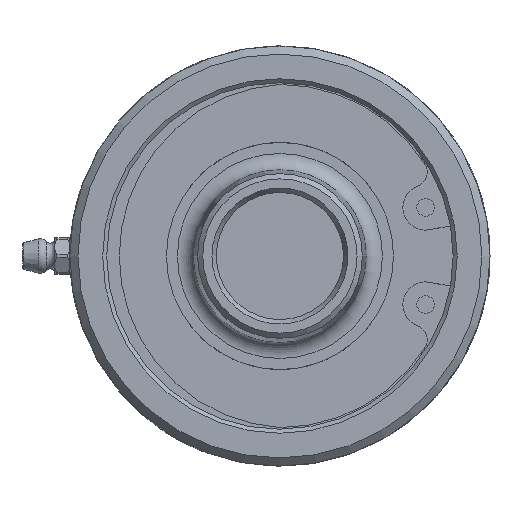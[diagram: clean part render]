
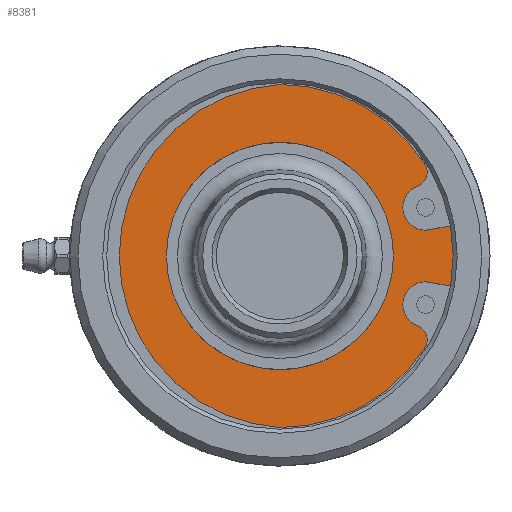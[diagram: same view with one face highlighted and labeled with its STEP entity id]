
A CAD part, left-side view. The second image highlights one B-rep face of the part: STEP entity #8381.
In plain terms, the highlighted planar face has unit normal (-1, 0, 0).
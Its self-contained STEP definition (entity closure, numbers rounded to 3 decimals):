
#353=PLANE('',#9068);
#490=FACE_BOUND('',#1544,.T.);
#639=CIRCLE('',#8926,22.325);
#640=CIRCLE('',#8927,22.325);
#702=CIRCLE('',#9034,4.474);
#708=CIRCLE('',#9045,33.733);
#710=CIRCLE('',#9048,2.949);
#712=CIRCLE('',#9051,4.474);
#714=CIRCLE('',#9054,2.949);
#716=CIRCLE('',#9057,33.733);
#718=CIRCLE('',#9060,33.806);
#720=CIRCLE('',#9064,36.9);
#1038=FACE_OUTER_BOUND('',#1543,.T.);
#1543=EDGE_LOOP('',(#6040,#6041,#6042,#6043,#6044,#6045,#6046,#6047,#6048,
#6049));
#1544=EDGE_LOOP('',(#6050,#6051));
#2480=LINE('',#13190,#2896);
#2484=LINE('',#13200,#2900);
#2896=VECTOR('',#10030,10.);
#2900=VECTOR('',#10036,10.);
#3435=VERTEX_POINT('',#12799);
#3436=VERTEX_POINT('',#12800);
#3521=VERTEX_POINT('',#13178);
#3522=VERTEX_POINT('',#13180);
#3525=VERTEX_POINT('',#13188);
#3529=VERTEX_POINT('',#13197);
#3530=VERTEX_POINT('',#13199);
#3537=VERTEX_POINT('',#13218);
#3538=VERTEX_POINT('',#13220);
#3540=VERTEX_POINT('',#13229);
#3542=VERTEX_POINT('',#13235);
#3544=VERTEX_POINT('',#13241);
#4326=EDGE_CURVE('',#3435,#3436,#639,.T.);
#4327=EDGE_CURVE('',#3436,#3435,#640,.T.);
#4458=EDGE_CURVE('',#3522,#3521,#702,.T.);
#4463=EDGE_CURVE('',#3521,#3525,#2480,.T.);
#4467=EDGE_CURVE('',#3530,#3529,#2484,.T.);
#4477=EDGE_CURVE('',#3538,#3537,#708,.T.);
#4480=EDGE_CURVE('',#3537,#3522,#710,.T.);
#4483=EDGE_CURVE('',#3529,#3540,#712,.T.);
#4486=EDGE_CURVE('',#3540,#3542,#714,.T.);
#4489=EDGE_CURVE('',#3542,#3544,#716,.T.);
#4491=EDGE_CURVE('',#3544,#3538,#718,.T.);
#4493=EDGE_CURVE('',#3525,#3530,#720,.T.);
#6040=ORIENTED_EDGE('',*,*,#4467,.T.);
#6041=ORIENTED_EDGE('',*,*,#4483,.T.);
#6042=ORIENTED_EDGE('',*,*,#4486,.T.);
#6043=ORIENTED_EDGE('',*,*,#4489,.T.);
#6044=ORIENTED_EDGE('',*,*,#4491,.T.);
#6045=ORIENTED_EDGE('',*,*,#4477,.T.);
#6046=ORIENTED_EDGE('',*,*,#4480,.T.);
#6047=ORIENTED_EDGE('',*,*,#4458,.T.);
#6048=ORIENTED_EDGE('',*,*,#4463,.T.);
#6049=ORIENTED_EDGE('',*,*,#4493,.T.);
#6050=ORIENTED_EDGE('',*,*,#4326,.T.);
#6051=ORIENTED_EDGE('',*,*,#4327,.T.);
#8381=ADVANCED_FACE('',(#1038,#490),#353,.F.);
#8926=AXIS2_PLACEMENT_3D('',#12801,#9774,#9775);
#8927=AXIS2_PLACEMENT_3D('',#12802,#9776,#9777);
#9034=AXIS2_PLACEMENT_3D('',#13181,#10022,#10023);
#9045=AXIS2_PLACEMENT_3D('',#13221,#10057,#10058);
#9048=AXIS2_PLACEMENT_3D('',#13225,#10064,#10065);
#9051=AXIS2_PLACEMENT_3D('',#13231,#10071,#10072);
#9054=AXIS2_PLACEMENT_3D('',#13237,#10078,#10079);
#9057=AXIS2_PLACEMENT_3D('',#13243,#10085,#10086);
#9060=AXIS2_PLACEMENT_3D('',#13246,#10091,#10092);
#9064=AXIS2_PLACEMENT_3D('',#13250,#10099,#10100);
#9068=AXIS2_PLACEMENT_3D('',#13255,#10107,#10108);
#9774=DIRECTION('center_axis',(1.,0.,0.));
#9775=DIRECTION('ref_axis',(0.,-1.,0.));
#9776=DIRECTION('center_axis',(1.,0.,0.));
#9777=DIRECTION('ref_axis',(0.,-1.,0.));
#10022=DIRECTION('center_axis',(1.,0.,0.));
#10023=DIRECTION('ref_axis',(0.,0.355,-0.935));
#10030=DIRECTION('',(0.,-0.985,-0.174));
#10036=DIRECTION('',(0.,0.985,-0.174));
#10057=DIRECTION('center_axis',(-1.,0.,0.));
#10058=DIRECTION('ref_axis',(0.,0.849,0.528));
#10064=DIRECTION('center_axis',(-1.,0.,0.));
#10065=DIRECTION('ref_axis',(0.,0.355,-0.935));
#10071=DIRECTION('center_axis',(1.,0.,0.));
#10072=DIRECTION('ref_axis',(0.,-0.046,-0.999));
#10078=DIRECTION('center_axis',(-1.,0.,0.));
#10079=DIRECTION('ref_axis',(0.,0.893,-0.451));
#10085=DIRECTION('center_axis',(-1.,0.,0.));
#10086=DIRECTION('ref_axis',(0.,0.,-1.));
#10091=DIRECTION('center_axis',(-1.,0.,0.));
#10092=DIRECTION('ref_axis',(0.,-0.066,0.998));
#10099=DIRECTION('center_axis',(-1.,0.,0.));
#10100=DIRECTION('ref_axis',(0.,1.,0.));
#10107=DIRECTION('center_axis',(1.,0.,0.));
#10108=DIRECTION('ref_axis',(0.,0.,-1.));
#12799=CARTESIAN_POINT('',(7.26,-22.325,0.));
#12800=CARTESIAN_POINT('',(7.26,22.325,0.));
#12801=CARTESIAN_POINT('Origin',(7.26,0.,
0.));
#12802=CARTESIAN_POINT('Origin',(7.26,0.,
0.));
#13178=CARTESIAN_POINT('',(7.26,-28.843,-5.086));
#13180=CARTESIAN_POINT('',(7.26,-27.053,-13.738));
#13181=CARTESIAN_POINT('Origin',(7.26,-28.639,-9.555));
#13188=CARTESIAN_POINT('',(7.26,-36.339,-6.408));
#13190=CARTESIAN_POINT('',(7.26,-4.374,-0.771));
#13197=CARTESIAN_POINT('',(7.26,-28.843,5.086));
#13199=CARTESIAN_POINT('',(7.26,-36.339,6.408));
#13200=CARTESIAN_POINT('',(7.26,-0.625,0.11));
#13218=CARTESIAN_POINT('',(7.26,-28.639,-17.825));
#13220=CARTESIAN_POINT('',(7.26,0.,-33.733));
#13221=CARTESIAN_POINT('Origin',(7.26,0.,0.));
#13225=CARTESIAN_POINT('Origin',(7.26,-26.007,-16.495));
#13229=CARTESIAN_POINT('',(7.26,-27.053,13.738));
#13231=CARTESIAN_POINT('Origin',(7.26,-28.639,9.555));
#13235=CARTESIAN_POINT('',(7.26,-28.639,17.825));
#13237=CARTESIAN_POINT('Origin',(7.26,-26.007,16.495));
#13241=CARTESIAN_POINT('',(7.26,0.,33.733));
#13243=CARTESIAN_POINT('Origin',(7.26,0.,0.));
#13246=CARTESIAN_POINT('Origin',(7.26,-2.225,0.));
#13250=CARTESIAN_POINT('Origin',(7.26,0.,0.));
#13255=CARTESIAN_POINT('Origin',(7.26,28.45,0.));
